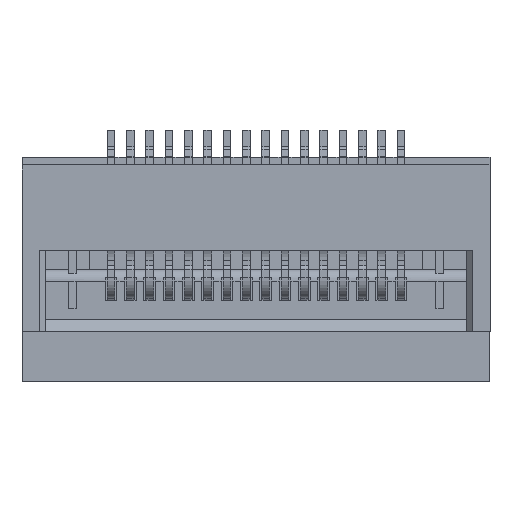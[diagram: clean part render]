
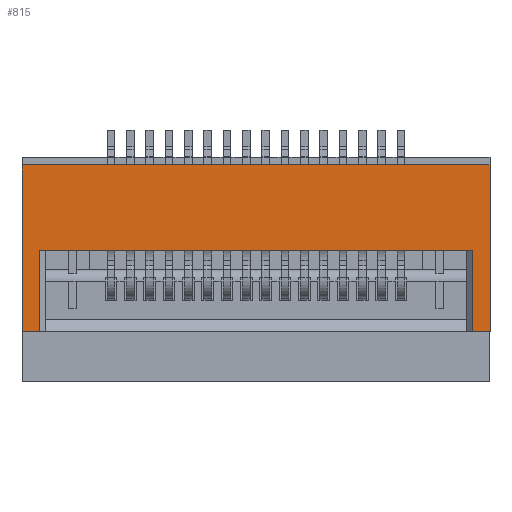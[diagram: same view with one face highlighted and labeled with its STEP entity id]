
A CAD part, top view. The second image highlights one B-rep face of the part: STEP entity #815.
In plain terms, the highlighted planar face has unit normal (0, 0, 1).
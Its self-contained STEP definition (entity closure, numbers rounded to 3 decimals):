
#815 = ADVANCED_FACE( '', ( #1704 ), #1705, .T. );
#1704 = FACE_OUTER_BOUND( '', #2747, .T. );
#1705 = PLANE( '', #2748 );
#2747 = EDGE_LOOP( '', ( #4735, #4736, #4737, #4738, #4739, #4740, #4741, #4742 ) );
#2748 = AXIS2_PLACEMENT_3D( '', #4743, #4744, #4745 );
#4735 = ORIENTED_EDGE( '', *, *, #7942, .T. );
#4736 = ORIENTED_EDGE( '', *, *, #7943, .F. );
#4737 = ORIENTED_EDGE( '', *, *, #7805, .F. );
#4738 = ORIENTED_EDGE( '', *, *, #7944, .F. );
#4739 = ORIENTED_EDGE( '', *, *, #7945, .T. );
#4740 = ORIENTED_EDGE( '', *, *, #7946, .T. );
#4741 = ORIENTED_EDGE( '', *, *, #7947, .T. );
#4742 = ORIENTED_EDGE( '', *, *, #7948, .F. );
#4743 = CARTESIAN_POINT( '', ( 6.05, -2.25, 1.1 ) );
#4744 = DIRECTION( '', ( 0., 0., 1. ) );
#4745 = DIRECTION( '', ( 1., 0., 0. ) );
#7805 = EDGE_CURVE( '', #9786, #9775, #9788, .T. );
#7942 = EDGE_CURVE( '', #9998, #9999, #10000, .T. );
#7943 = EDGE_CURVE( '', #9775, #9999, #10001, .T. );
#7944 = EDGE_CURVE( '', #10002, #9786, #10003, .T. );
#7945 = EDGE_CURVE( '', #10002, #10004, #10005, .T. );
#7946 = EDGE_CURVE( '', #10004, #10006, #10007, .T. );
#7947 = EDGE_CURVE( '', #10006, #10008, #10009, .T. );
#7948 = EDGE_CURVE( '', #9998, #10008, #10010, .T. );
#9775 = VERTEX_POINT( '', #12536 );
#9786 = VERTEX_POINT( '', #12554 );
#9788 = LINE( '', #12557, #12558 );
#9998 = VERTEX_POINT( '', #12857 );
#9999 = VERTEX_POINT( '', #12858 );
#10000 = LINE( '', #12859, #12860 );
#10001 = LINE( '', #12861, #12862 );
#10002 = VERTEX_POINT( '', #12863 );
#10003 = LINE( '', #12864, #12865 );
#10004 = VERTEX_POINT( '', #12866 );
#10005 = LINE( '', #12867, #12868 );
#10006 = VERTEX_POINT( '', #12869 );
#10007 = LINE( '', #12870, #12871 );
#10008 = VERTEX_POINT( '', #12872 );
#10009 = LINE( '', #12873, #12874 );
#10010 = LINE( '', #12875, #12876 );
#12536 = CARTESIAN_POINT( '', ( -6.05, 2.05, 1.1 ) );
#12554 = CARTESIAN_POINT( '', ( -6.05, -2.25, 1.1 ) );
#12557 = CARTESIAN_POINT( '', ( -6.05, -2.25, 1.1 ) );
#12558 = VECTOR( '', #14923, 1000. );
#12857 = CARTESIAN_POINT( '', ( 6.05, -2.25, 1.1 ) );
#12858 = CARTESIAN_POINT( '', ( 6.05, 2.05, 1.1 ) );
#12859 = CARTESIAN_POINT( '', ( 6.05, -2.25, 1.1 ) );
#12860 = VECTOR( '', #15091, 1000. );
#12861 = CARTESIAN_POINT( '', ( -7.046, 2.05, 1.1 ) );
#12862 = VECTOR( '', #15092, 1000. );
#12863 = CARTESIAN_POINT( '', ( -5.6, -2.25, 1.1 ) );
#12864 = CARTESIAN_POINT( '', ( 6.05, -2.25, 1.1 ) );
#12865 = VECTOR( '', #15093, 1000. );
#12866 = CARTESIAN_POINT( '', ( -5.6, -0.15, 1.1 ) );
#12867 = CARTESIAN_POINT( '', ( -5.6, -2.25, 1.1 ) );
#12868 = VECTOR( '', #15094, 1000. );
#12869 = CARTESIAN_POINT( '', ( 5.6, -0.15, 1.1 ) );
#12870 = CARTESIAN_POINT( '', ( 4.3, -0.15, 1.1 ) );
#12871 = VECTOR( '', #15095, 1000. );
#12872 = CARTESIAN_POINT( '', ( 5.6, -2.25, 1.1 ) );
#12873 = CARTESIAN_POINT( '', ( 5.6, -2.25, 1.1 ) );
#12874 = VECTOR( '', #15096, 1000. );
#12875 = CARTESIAN_POINT( '', ( 6.05, -2.25, 1.1 ) );
#12876 = VECTOR( '', #15097, 1000. );
#14923 = DIRECTION( '', ( 0., 1., 0. ) );
#15091 = DIRECTION( '', ( 0., 1., 0. ) );
#15092 = DIRECTION( '', ( 1., 0., 0. ) );
#15093 = DIRECTION( '', ( -1., 0., 0. ) );
#15094 = DIRECTION( '', ( 0., 1., 0. ) );
#15095 = DIRECTION( '', ( 1., 0., 0. ) );
#15096 = DIRECTION( '', ( 0., -1., 0. ) );
#15097 = DIRECTION( '', ( -1., 0., 0. ) );
